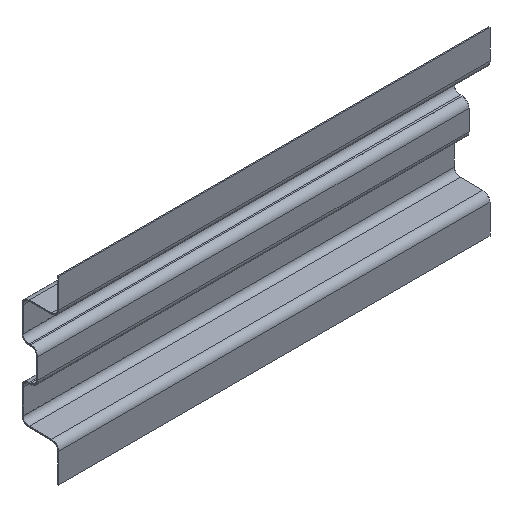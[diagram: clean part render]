
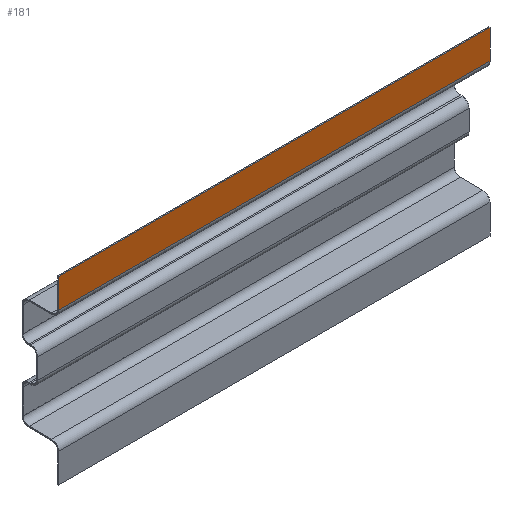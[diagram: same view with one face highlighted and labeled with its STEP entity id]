
A CAD part, isometric view. The second image highlights one B-rep face of the part: STEP entity #181.
In plain terms, the highlighted planar face has unit normal (0, -1, 0).
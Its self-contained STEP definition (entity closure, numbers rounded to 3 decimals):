
#72=CARTESIAN_POINT('Vertex',(147.5,0.,41.8)) ;
#88=CARTESIAN_POINT('Vertex',(147.5,0.,61.75)) ;
#91=CARTESIAN_POINT('Line Origine',(147.5,0.,51.775)) ;
#143=CARTESIAN_POINT('Vertex',(-147.5,0.,61.75)) ;
#146=CARTESIAN_POINT('Line Origine',(0.,0.,61.75)) ;
#158=CARTESIAN_POINT('Axis2P3D Location',(0.,0.,37.)) ;
#163=CARTESIAN_POINT('Line Origine',(-147.5,0.,0.)) ;
#167=CARTESIAN_POINT('Vertex',(-147.5,0.,41.8)) ;
#170=CARTESIAN_POINT('Line Origine',(0.,0.,41.8)) ;
#92=DIRECTION('Vector Direction',(0.,0.,-1.)) ;
#147=DIRECTION('Vector Direction',(1.,0.,0.)) ;
#159=DIRECTION('Axis2P3D Direction',(0.,1.,0.)) ;
#160=DIRECTION('Axis2P3D XDirection',(0.,0.,1.)) ;
#164=DIRECTION('Vector Direction',(0.,0.,1.)) ;
#171=DIRECTION('Vector Direction',(1.,0.,0.)) ;
#161=AXIS2_PLACEMENT_3D('Plane Axis2P3D',#158,#159,#160) ;
#176=ORIENTED_EDGE('',*,*,#95,.F.) ;
#177=ORIENTED_EDGE('',*,*,#150,.F.) ;
#178=ORIENTED_EDGE('',*,*,#169,.F.) ;
#179=ORIENTED_EDGE('',*,*,#174,.T.) ;
#93=VECTOR('Line Direction',#92,1.) ;
#148=VECTOR('Line Direction',#147,1.) ;
#165=VECTOR('Line Direction',#164,1.) ;
#172=VECTOR('Line Direction',#171,1.) ;
#181=ADVANCED_FACE('PartBody',(#180),#162,.F.) ;
#95=EDGE_CURVE('',#89,#73,#94,.T.) ;
#150=EDGE_CURVE('',#144,#89,#149,.T.) ;
#169=EDGE_CURVE('',#168,#144,#166,.T.) ;
#174=EDGE_CURVE('',#168,#73,#173,.T.) ;
#175=EDGE_LOOP('',(#176,#177,#178,#179)) ;
#180=FACE_OUTER_BOUND('',#175,.T.) ;
#94=LINE('Line',#91,#93) ;
#149=LINE('Line',#146,#148) ;
#166=LINE('Line',#163,#165) ;
#173=LINE('Line',#170,#172) ;
#162=PLANE('Plane',#161) ;
#73=VERTEX_POINT('',#72) ;
#89=VERTEX_POINT('',#88) ;
#144=VERTEX_POINT('',#143) ;
#168=VERTEX_POINT('',#167) ;
